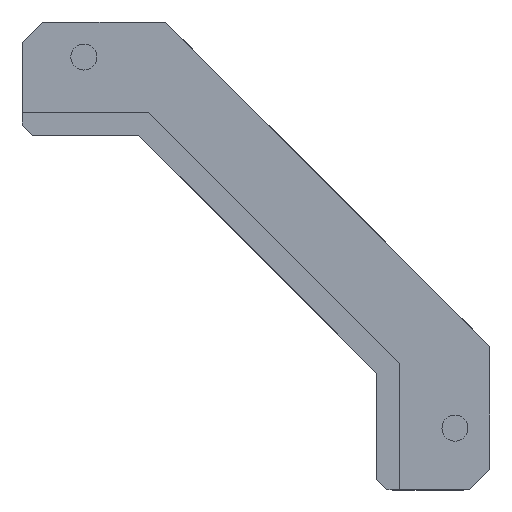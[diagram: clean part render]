
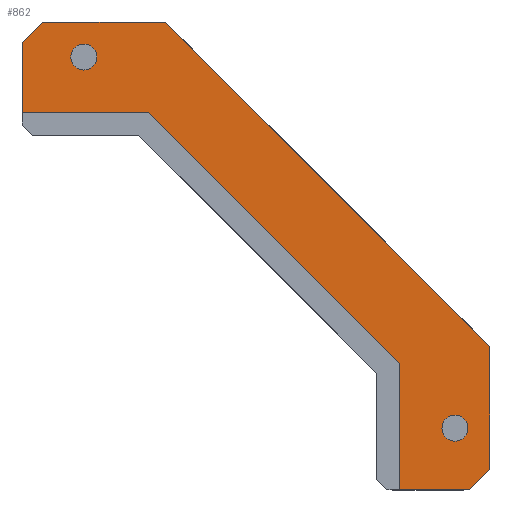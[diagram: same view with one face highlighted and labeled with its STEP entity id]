
A CAD part, top view. The second image highlights one B-rep face of the part: STEP entity #862.
In plain terms, the highlighted planar face has unit normal (0, 0, 1).
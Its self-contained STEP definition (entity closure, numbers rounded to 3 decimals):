
#21=FACE_BOUND('',#87,.T.);
#22=FACE_BOUND('',#88,.T.);
#25=CIRCLE('',#925,3.15);
#26=CIRCLE('',#926,3.15);
#38=FACE_OUTER_BOUND('',#86,.T.);
#86=EDGE_LOOP('',(#581,#582,#583,#584,#585,#586,#587,#588,#589,#590));
#87=EDGE_LOOP('',(#591));
#88=EDGE_LOOP('',(#592));
#137=LINE('',#1219,#251);
#140=LINE('',#1225,#254);
#143=LINE('',#1231,#257);
#145=LINE('',#1236,#259);
#146=LINE('',#1238,#260);
#147=LINE('',#1240,#261);
#148=LINE('',#1242,#262);
#149=LINE('',#1244,#263);
#150=LINE('',#1245,#264);
#151=LINE('',#1246,#265);
#251=VECTOR('',#985,10.);
#254=VECTOR('',#990,10.);
#257=VECTOR('',#995,10.);
#259=VECTOR('',#999,10.);
#260=VECTOR('',#1000,10.);
#261=VECTOR('',#1001,10.);
#262=VECTOR('',#1002,10.);
#263=VECTOR('',#1003,10.);
#264=VECTOR('',#1004,10.);
#265=VECTOR('',#1005,10.);
#365=VERTEX_POINT('',#1216);
#366=VERTEX_POINT('',#1218);
#368=VERTEX_POINT('',#1224);
#370=VERTEX_POINT('',#1230);
#371=VERTEX_POINT('',#1234);
#372=VERTEX_POINT('',#1235);
#373=VERTEX_POINT('',#1237);
#374=VERTEX_POINT('',#1239);
#375=VERTEX_POINT('',#1241);
#376=VERTEX_POINT('',#1243);
#377=VERTEX_POINT('',#1247);
#378=VERTEX_POINT('',#1249);
#447=EDGE_CURVE('',#366,#365,#137,.T.);
#450=EDGE_CURVE('',#368,#366,#140,.T.);
#453=EDGE_CURVE('',#370,#368,#143,.T.);
#455=EDGE_CURVE('',#371,#372,#145,.T.);
#456=EDGE_CURVE('',#372,#373,#146,.T.);
#457=EDGE_CURVE('',#373,#374,#147,.T.);
#458=EDGE_CURVE('',#374,#375,#148,.T.);
#459=EDGE_CURVE('',#375,#376,#149,.T.);
#460=EDGE_CURVE('',#376,#370,#150,.T.);
#461=EDGE_CURVE('',#365,#371,#151,.T.);
#462=EDGE_CURVE('',#377,#377,#25,.T.);
#463=EDGE_CURVE('',#378,#378,#26,.T.);
#581=ORIENTED_EDGE('',*,*,#455,.T.);
#582=ORIENTED_EDGE('',*,*,#456,.T.);
#583=ORIENTED_EDGE('',*,*,#457,.T.);
#584=ORIENTED_EDGE('',*,*,#458,.T.);
#585=ORIENTED_EDGE('',*,*,#459,.T.);
#586=ORIENTED_EDGE('',*,*,#460,.T.);
#587=ORIENTED_EDGE('',*,*,#453,.T.);
#588=ORIENTED_EDGE('',*,*,#450,.T.);
#589=ORIENTED_EDGE('',*,*,#447,.T.);
#590=ORIENTED_EDGE('',*,*,#461,.T.);
#591=ORIENTED_EDGE('',*,*,#462,.T.);
#592=ORIENTED_EDGE('',*,*,#463,.T.);
#820=PLANE('',#924);
#862=ADVANCED_FACE('',(#38,#21,#22),#820,.T.);
#924=AXIS2_PLACEMENT_3D('',#1233,#997,#998);
#925=AXIS2_PLACEMENT_3D('',#1248,#1006,#1007);
#926=AXIS2_PLACEMENT_3D('',#1250,#1008,#1009);
#985=DIRECTION('',(0.,-1.,0.));
#990=DIRECTION('',(0.707,-0.707,0.));
#995=DIRECTION('',(1.,0.,0.));
#997=DIRECTION('center_axis',(0.,0.,1.));
#998=DIRECTION('ref_axis',(-1.,0.,0.));
#999=DIRECTION('',(0.707,0.707,0.));
#1000=DIRECTION('',(0.,1.,0.));
#1001=DIRECTION('',(-0.707,0.707,0.));
#1002=DIRECTION('',(-1.,0.,0.));
#1003=DIRECTION('',(-0.707,-0.707,0.));
#1004=DIRECTION('',(0.,-1.,0.));
#1005=DIRECTION('',(1.,0.,0.));
#1006=DIRECTION('center_axis',(0.,0.,-1.));
#1007=DIRECTION('ref_axis',(-1.,0.,0.));
#1008=DIRECTION('center_axis',(0.,0.,-1.));
#1009=DIRECTION('ref_axis',(-1.,0.,0.));
#1216=CARTESIAN_POINT('',(91.5,0.,1.));
#1218=CARTESIAN_POINT('',(91.5,30.621,1.));
#1219=CARTESIAN_POINT('',(91.5,0.,1.));
#1224=CARTESIAN_POINT('',(30.621,91.5,1.));
#1225=CARTESIAN_POINT('',(30.621,91.5,1.));
#1230=CARTESIAN_POINT('',(0.,91.5,1.));
#1231=CARTESIAN_POINT('',(0.,91.5,1.));
#1233=CARTESIAN_POINT('Origin',(56.75,56.75,1.));
#1234=CARTESIAN_POINT('',(108.5,0.,1.));
#1235=CARTESIAN_POINT('',(113.5,5.,1.));
#1236=CARTESIAN_POINT('',(108.5,0.,1.));
#1237=CARTESIAN_POINT('',(113.5,34.784,1.));
#1238=CARTESIAN_POINT('',(113.5,5.,1.));
#1239=CARTESIAN_POINT('',(34.784,113.5,1.));
#1240=CARTESIAN_POINT('',(113.5,34.784,1.));
#1241=CARTESIAN_POINT('',(5.,113.5,1.));
#1242=CARTESIAN_POINT('',(34.784,113.5,1.));
#1243=CARTESIAN_POINT('',(0.,108.5,1.));
#1244=CARTESIAN_POINT('',(5.,113.5,1.));
#1245=CARTESIAN_POINT('',(0.,108.5,1.));
#1246=CARTESIAN_POINT('',(88.5,0.,1.));
#1247=CARTESIAN_POINT('',(11.85,105.,1.));
#1248=CARTESIAN_POINT('Origin',(15.,105.,1.));
#1249=CARTESIAN_POINT('',(101.85,15.,1.));
#1250=CARTESIAN_POINT('Origin',(105.,15.,1.));
